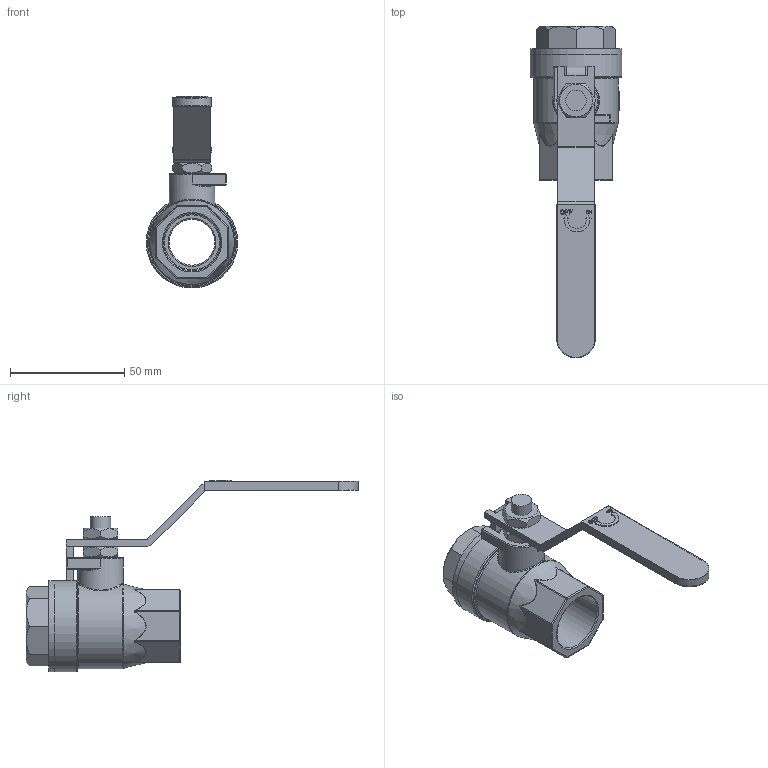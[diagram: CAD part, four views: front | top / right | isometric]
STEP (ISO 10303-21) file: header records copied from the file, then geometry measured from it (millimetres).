
FILE_DESCRIPTION(/* description */ ('Unknown'),/* implementation_level */ '2;1');
FILE_NAME(/* name */ '0.75 INCH BALL VALVE',/* time_stamp */ '2025-07-10T16:24:28+05:30',/* author */ ('Unknown'),/* organization */ ('Unknown'),/* preprocessor_version */ 'ST-DEVELOPER v20',/* originating_system */ 'Solid Edge',/* authorisation */ 'Unknown');
FILE_SCHEMA (('AUTOMOTIVE_DESIGN {1 0 10303 214 3 1 1}'));
Length unit declared in the file: millimetre
Products named in the file (7): 0.75 INCH BALL VALVE; 0.75 INCH BALL VALVE MAIN BODY; 0.75 INCH BALL VALVE PART 01; 0.75 INCH BALL VALVE HANDLE ; 0.75 INCH BALL VALVE PIN; 0.75 INCH BALL VALVE M9 BOLT; 0.75 INCH BALL VALVE HANDLE  COVER
Assembly tree (7 placements, depth 2):
  0.75 INCH BALL VALVE
    0.75 INCH BALL VALVE MAIN BODY
    0.75 INCH BALL VALVE PART 01
    0.75 INCH BALL VALVE HANDLE 
    0.75 INCH BALL VALVE PIN
    0.75 INCH BALL VALVE M9 BOLT  x2
    0.75 INCH BALL VALVE HANDLE  COVER
Bounding box: 40 x 145.25 x 84 mm (x, y, z)
Volume: 53785.3 mm3; surface area: 30098.1 mm2
Topology: 7 solids, 7 shells, 334 faces, 809 edges, 492 vertices
Faces by surface type: plane 183, cylinder 64, bspline 50, sphere 18, torus 11, cone 8
Full cylindrical faces by diameter (mm): 7.647 x1, 9 x3, 10 x1, 20 x2, 25 x2, 27 x1, 40 x2
Entity records: 14420 total; most frequent: CARTESIAN_POINT 5230, ORIENTED_EDGE 1454, DIRECTION 1335, EDGE_CURVE 727, VERTEX_POINT 468, AXIS2_PLACEMENT_3D 459, LINE 417, VECTOR 417
